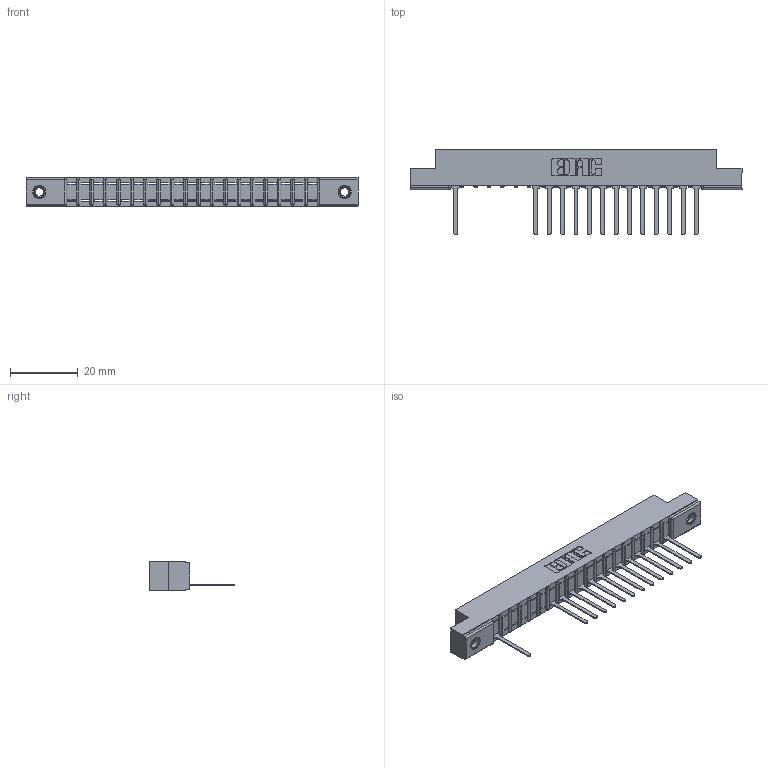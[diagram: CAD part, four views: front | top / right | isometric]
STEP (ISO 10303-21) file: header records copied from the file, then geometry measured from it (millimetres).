
FILE_DESCRIPTION (( 'STEP AP203' ), '1' );
FILE_NAME ('357-019-547-107.STEP', '2018-08-08T06:30:21', ( '' ), ( '' ), 'SwSTEP 2.0', 'SolidWorks 2016', '' );
FILE_SCHEMA (( 'CONFIG_CONTROL_DESIGN' ));
Length unit declared in the file: inch
Products named in the file (4): 307-290-001_547; 345-250-001_345-250-005-103; 357-019-547-107; 307 Part_.156 Dia Mounting Holes
Assembly tree (17 placements, depth 2):
  357-019-547-107
    307 Part_.156 Dia Mounting Holes
    307-290-001_547  x14
    345-250-001_345-250-005-103  x2
Bounding box: 98.3 x 25.43 x 8.71 mm (x, y, z)
Volume: 6159.9 mm3; surface area: 9228.6 mm2
Topology: 17 solids, 17 shells, 1082 faces, 3047 edges, 1950 vertices
Faces by surface type: plane 680, cylinder 346, sphere 40, cone 12, torus 4
Entity records: 20117 total; most frequent: CARTESIAN_POINT 3382, ORIENTED_EDGE 3366, DIRECTION 3307, EDGE_CURVE 1683, VECTOR 1281, LINE 1281, VERTEX_POINT 1088, AXIS2_PLACEMENT_3D 1013
